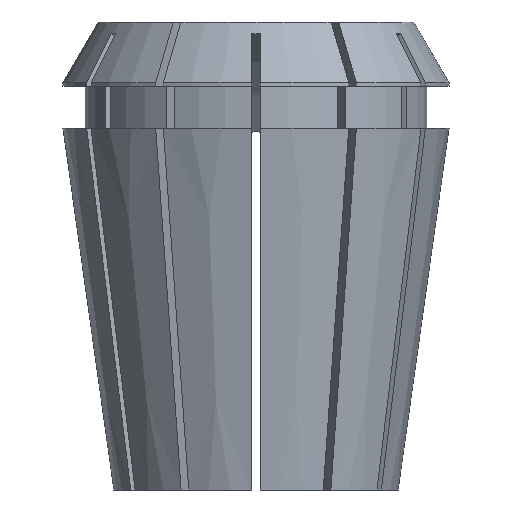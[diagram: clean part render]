
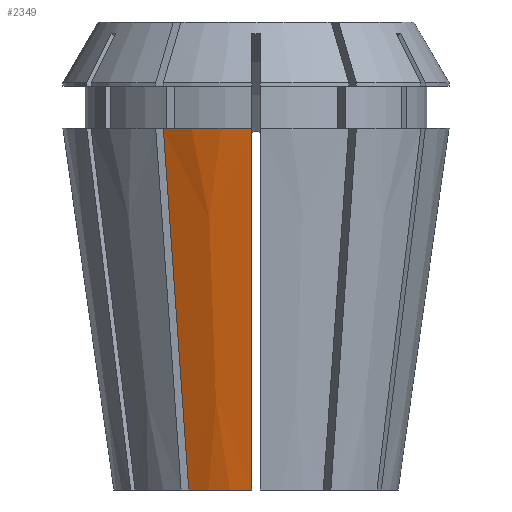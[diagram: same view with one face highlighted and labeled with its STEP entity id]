
A CAD part, front view. The second image highlights one B-rep face of the part: STEP entity #2349.
In plain terms, the highlighted conical face has half-angle 8 degrees and reference radius 12.158 mm.
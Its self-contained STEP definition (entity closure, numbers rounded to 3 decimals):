
#32 = CARTESIAN_POINT ( 'NONE',  ( -6.018, -11.174, 3.796 ) ) ;
#44 = DIRECTION ( 'NONE',  ( 1., 0., 0. ) ) ;
#55 = CARTESIAN_POINT ( 'NONE',  ( -7.052, -12.965, 18.505 ) ) ;
#59 = CARTESIAN_POINT ( 'NONE',  ( -5.751, -10.711, 0. ) ) ;
#98 = CARTESIAN_POINT ( 'NONE',  ( -0.375, -12.332, 1.284 ) ) ;
#182 = ORIENTED_EDGE ( 'NONE', *, *, #933, .F. ) ;
#184 = EDGE_CURVE ( 'NONE', #3471, #3001, #447, .T. ) ;
#268 = DIRECTION ( 'NONE',  ( -1., 0., 0. ) ) ;
#389 = CARTESIAN_POINT ( 'NONE',  ( 0., 0., 30.9 ) ) ;
#417 = CARTESIAN_POINT ( 'NONE',  ( -0.375, -15.797, 25.93 ) ) ;
#437 = CARTESIAN_POINT ( 'NONE',  ( -0.375, -16.496, 30.9 ) ) ;
#447 = CIRCLE ( 'NONE', #593, 12.158 ) ;
#593 = AXIS2_PLACEMENT_3D ( 'NONE', #1358, #3881, #268 ) ;
#685 = FACE_OUTER_BOUND ( 'NONE', #2893, .T. ) ;
#691 = DIRECTION ( 'NONE',  ( 0., 0., 1. ) ) ;
#933 = EDGE_CURVE ( 'NONE', #1679, #3471, #1881, .T. ) ;
#1174 = CARTESIAN_POINT ( 'NONE',  ( -0.375, -12.152, 0. ) ) ;
#1296 = CARTESIAN_POINT ( 'NONE',  ( -7.923, -14.474, 30.9 ) ) ;
#1358 = CARTESIAN_POINT ( 'NONE',  ( 0., 0., 0. ) ) ;
#1374 = CARTESIAN_POINT ( 'NONE',  ( 0., 0., 0. ) ) ;
#1393 = CARTESIAN_POINT ( 'NONE',  ( -7.687, -14.064, 27.54 ) ) ;
#1410 = CARTESIAN_POINT ( 'NONE',  ( -0.375, -14.763, 18.571 ) ) ;
#1454 = B_SPLINE_CURVE_WITH_KNOTS ( 'NONE', 3,
 ( #1296, #3928, #1393, #2075, #55, #3349, #32, #2370, #3681, #2109 ),
 .UNSPECIFIED., .F., .F.,
 ( 4, 3, 3, 4 ),
 ( 0.065, 0.07, 0.092, 0.096 ),
 .UNSPECIFIED. ) ;
#1679 = VERTEX_POINT ( 'NONE', #437 ) ;
#1746 = CARTESIAN_POINT ( 'NONE',  ( -0.375, -13.728, 11.212 ) ) ;
#1755 = AXIS2_PLACEMENT_3D ( 'NONE', #389, #4027, #2741 ) ;
#1881 = B_SPLINE_CURVE_WITH_KNOTS ( 'NONE', 3,
 ( #4096, #2423, #2437, #417, #1410, #1746, #3025, #3728, #98, #2774 ),
 .UNSPECIFIED., .F., .F.,
 ( 4, 3, 3, 4 ),
 ( 0.064, 0.069, 0.091, 0.095 ),
 .UNSPECIFIED. ) ;
#2075 = CARTESIAN_POINT ( 'NONE',  ( -7.569, -13.86, 25.86 ) ) ;
#2109 = CARTESIAN_POINT ( 'NONE',  ( -5.751, -10.711, 0. ) ) ;
#2221 = AXIS2_PLACEMENT_3D ( 'NONE', #1374, #691, #44 ) ;
#2349 = ADVANCED_FACE ( 'NONE', ( #685 ), #3855, .T. ) ;
#2370 = CARTESIAN_POINT ( 'NONE',  ( -5.929, -11.019, 2.531 ) ) ;
#2423 = CARTESIAN_POINT ( 'NONE',  ( -0.375, -16.263, 29.243 ) ) ;
#2437 = CARTESIAN_POINT ( 'NONE',  ( -0.375, -16.03, 27.587 ) ) ;
#2493 = ORIENTED_EDGE ( 'NONE', *, *, #3090, .T. ) ;
#2595 = CARTESIAN_POINT ( 'NONE',  ( -7.923, -14.474, 30.9 ) ) ;
#2741 = DIRECTION ( 'NONE',  ( -1., 0., 0. ) ) ;
#2774 = CARTESIAN_POINT ( 'NONE',  ( -0.375, -12.152, 0. ) ) ;
#2893 = EDGE_LOOP ( 'NONE', ( #2493, #4164, #2993, #182 ) ) ;
#2993 = ORIENTED_EDGE ( 'NONE', *, *, #184, .F. ) ;
#3001 = VERTEX_POINT ( 'NONE', #59 ) ;
#3025 = CARTESIAN_POINT ( 'NONE',  ( -0.375, -12.693, 3.852 ) ) ;
#3090 = EDGE_CURVE ( 'NONE', #1679, #3238, #3963, .T. ) ;
#3238 = VERTEX_POINT ( 'NONE', #2595 ) ;
#3349 = CARTESIAN_POINT ( 'NONE',  ( -6.535, -12.069, 11.151 ) ) ;
#3471 = VERTEX_POINT ( 'NONE', #1174 ) ;
#3641 = EDGE_CURVE ( 'NONE', #3238, #3001, #1454, .T. ) ;
#3681 = CARTESIAN_POINT ( 'NONE',  ( -5.84, -10.865, 1.265 ) ) ;
#3728 = CARTESIAN_POINT ( 'NONE',  ( -0.375, -12.513, 2.568 ) ) ;
#3855 = CONICAL_SURFACE ( 'NONE', #2221, 12.158, 0.14 ) ;
#3881 = DIRECTION ( 'NONE',  ( 0., 0., -1. ) ) ;
#3928 = CARTESIAN_POINT ( 'NONE',  ( -7.805, -14.269, 29.22 ) ) ;
#3963 = CIRCLE ( 'NONE', #1755, 16.5 ) ;
#4027 = DIRECTION ( 'NONE',  ( 0., 0., -1. ) ) ;
#4096 = CARTESIAN_POINT ( 'NONE',  ( -0.375, -16.496, 30.9 ) ) ;
#4164 = ORIENTED_EDGE ( 'NONE', *, *, #3641, .T. ) ;
